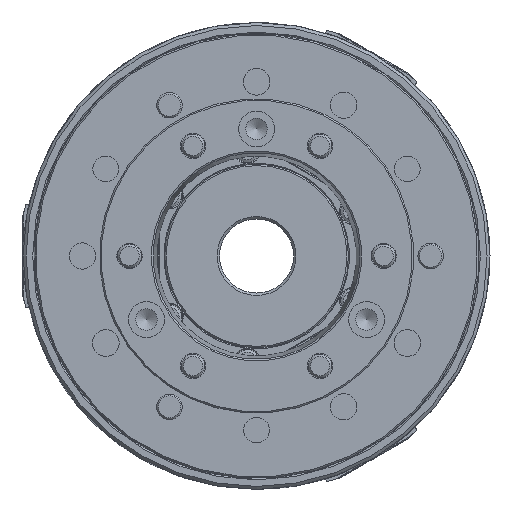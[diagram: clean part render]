
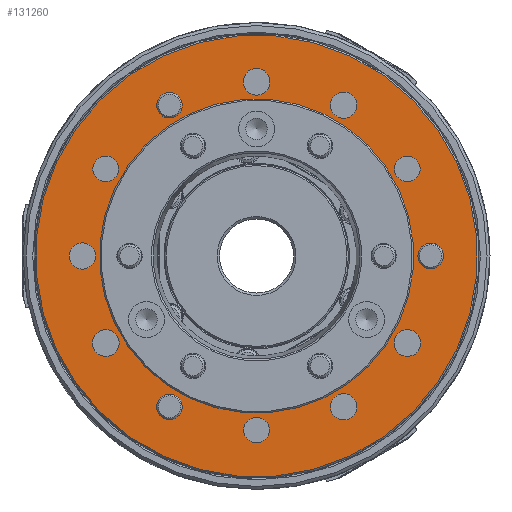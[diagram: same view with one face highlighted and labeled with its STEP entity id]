
A CAD part, left-side view. The second image highlights one B-rep face of the part: STEP entity #131260.
In plain terms, the highlighted planar face has unit normal (-1, 0, 0).
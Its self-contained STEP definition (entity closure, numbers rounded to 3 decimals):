
#2458=CIRCLE('',#136827,9.);
#2460=CIRCLE('',#136830,9.);
#2462=CIRCLE('',#136833,9.);
#2480=CIRCLE('',#136860,106.);
#2481=CIRCLE('',#136862,149.);
#2482=CIRCLE('',#136863,8.647);
#2483=CIRCLE('',#136864,8.647);
#2484=CIRCLE('',#136865,8.647);
#2485=CIRCLE('',#136866,8.647);
#2486=CIRCLE('',#136867,8.647);
#2487=CIRCLE('',#136868,8.647);
#2488=CIRCLE('',#136869,8.918);
#2489=CIRCLE('',#136870,8.918);
#2490=CIRCLE('',#136871,8.918);
#31225=ORIENTED_EDGE('',*,*,#46465,.F.);
#31226=ORIENTED_EDGE('',*,*,#46466,.T.);
#31227=ORIENTED_EDGE('',*,*,#46467,.F.);
#31228=ORIENTED_EDGE('',*,*,#46468,.F.);
#31229=ORIENTED_EDGE('',*,*,#46469,.F.);
#31230=ORIENTED_EDGE('',*,*,#46470,.F.);
#31231=ORIENTED_EDGE('',*,*,#46471,.F.);
#31232=ORIENTED_EDGE('',*,*,#46472,.F.);
#31233=ORIENTED_EDGE('',*,*,#46473,.F.);
#31234=ORIENTED_EDGE('',*,*,#46447,.F.);
#31235=ORIENTED_EDGE('',*,*,#46474,.F.);
#31236=ORIENTED_EDGE('',*,*,#46445,.F.);
#31237=ORIENTED_EDGE('',*,*,#46475,.F.);
#31238=ORIENTED_EDGE('',*,*,#46443,.F.);
#46443=EDGE_CURVE('',#56193,#56193,#2458,.T.);
#46445=EDGE_CURVE('',#56195,#56195,#2460,.T.);
#46447=EDGE_CURVE('',#56197,#56197,#2462,.T.);
#46465=EDGE_CURVE('',#56217,#56217,#2480,.T.);
#46466=EDGE_CURVE('',#56218,#56218,#2481,.T.);
#46467=EDGE_CURVE('',#56219,#56219,#2482,.T.);
#46468=EDGE_CURVE('',#56220,#56220,#2483,.T.);
#46469=EDGE_CURVE('',#56221,#56221,#2484,.T.);
#46470=EDGE_CURVE('',#56222,#56222,#2485,.T.);
#46471=EDGE_CURVE('',#56223,#56223,#2486,.T.);
#46472=EDGE_CURVE('',#56224,#56224,#2487,.T.);
#46473=EDGE_CURVE('',#56225,#56225,#2488,.T.);
#46474=EDGE_CURVE('',#56226,#56226,#2489,.T.);
#46475=EDGE_CURVE('',#56227,#56227,#2490,.T.);
#56193=VERTEX_POINT('',#191875);
#56195=VERTEX_POINT('',#191880);
#56197=VERTEX_POINT('',#191885);
#56217=VERTEX_POINT('',#191932);
#56218=VERTEX_POINT('',#191935);
#56219=VERTEX_POINT('',#191937);
#56220=VERTEX_POINT('',#191939);
#56221=VERTEX_POINT('',#191941);
#56222=VERTEX_POINT('',#191943);
#56223=VERTEX_POINT('',#191945);
#56224=VERTEX_POINT('',#191947);
#56225=VERTEX_POINT('',#191949);
#56226=VERTEX_POINT('',#191951);
#56227=VERTEX_POINT('',#191953);
#86982=EDGE_LOOP('',(#31225));
#86983=EDGE_LOOP('',(#31226));
#86984=EDGE_LOOP('',(#31227));
#86985=EDGE_LOOP('',(#31228));
#86986=EDGE_LOOP('',(#31229));
#86987=EDGE_LOOP('',(#31230));
#86988=EDGE_LOOP('',(#31231));
#86989=EDGE_LOOP('',(#31232));
#86990=EDGE_LOOP('',(#31233));
#86991=EDGE_LOOP('',(#31234));
#86992=EDGE_LOOP('',(#31235));
#86993=EDGE_LOOP('',(#31236));
#86994=EDGE_LOOP('',(#31237));
#86995=EDGE_LOOP('',(#31238));
#92053=FACE_BOUND('',#86982,.T.);
#92054=FACE_BOUND('',#86983,.T.);
#92055=FACE_BOUND('',#86984,.T.);
#92056=FACE_BOUND('',#86985,.T.);
#92057=FACE_BOUND('',#86986,.T.);
#92058=FACE_BOUND('',#86987,.T.);
#92059=FACE_BOUND('',#86988,.T.);
#92060=FACE_BOUND('',#86989,.T.);
#92061=FACE_BOUND('',#86990,.T.);
#92062=FACE_BOUND('',#86991,.T.);
#92063=FACE_BOUND('',#86992,.T.);
#92064=FACE_BOUND('',#86993,.T.);
#92065=FACE_BOUND('',#86994,.T.);
#92066=FACE_BOUND('',#86995,.T.);
#96055=PLANE('',#136861);
#131260=ADVANCED_FACE('',(#92053,#92054,#92055,#92056,#92057,#92058,#92059,
#92060,#92061,#92062,#92063,#92064,#92065,#92066),#96055,.T.);
#136827=AXIS2_PLACEMENT_3D('',#191874,#160492,#160493);
#136830=AXIS2_PLACEMENT_3D('',#191879,#160498,#160499);
#136833=AXIS2_PLACEMENT_3D('',#191884,#160504,#160505);
#136860=AXIS2_PLACEMENT_3D('',#191931,#160558,#160559);
#136861=AXIS2_PLACEMENT_3D('',#191933,#160560,#160561);
#136862=AXIS2_PLACEMENT_3D('',#191934,#160562,#160563);
#136863=AXIS2_PLACEMENT_3D('',#191936,#160564,#160565);
#136864=AXIS2_PLACEMENT_3D('',#191938,#160566,#160567);
#136865=AXIS2_PLACEMENT_3D('',#191940,#160568,#160569);
#136866=AXIS2_PLACEMENT_3D('',#191942,#160570,#160571);
#136867=AXIS2_PLACEMENT_3D('',#191944,#160572,#160573);
#136868=AXIS2_PLACEMENT_3D('',#191946,#160574,#160575);
#136869=AXIS2_PLACEMENT_3D('',#191948,#160576,#160577);
#136870=AXIS2_PLACEMENT_3D('',#191950,#160578,#160579);
#136871=AXIS2_PLACEMENT_3D('',#191952,#160580,#160581);
#160492=DIRECTION('',(-1.,0.,0.));
#160493=DIRECTION('',(0.,-0.259,0.966));
#160498=DIRECTION('',(-1.,0.,0.));
#160499=DIRECTION('',(0.,-0.259,0.966));
#160504=DIRECTION('',(-1.,0.,0.));
#160505=DIRECTION('',(0.,-0.259,0.966));
#160558=DIRECTION('',(-1.,0.,0.));
#160559=DIRECTION('',(0.,-0.259,0.966));
#160560=DIRECTION('',(-1.,0.,0.));
#160561=DIRECTION('',(0.,-0.259,0.966));
#160562=DIRECTION('',(-1.,0.,0.));
#160563=DIRECTION('',(0.,-0.259,0.966));
#160564=DIRECTION('',(-1.,0.,0.));
#160565=DIRECTION('',(0.,-0.259,0.966));
#160566=DIRECTION('',(-1.,0.,0.));
#160567=DIRECTION('',(0.,-0.259,0.966));
#160568=DIRECTION('',(-1.,0.,0.));
#160569=DIRECTION('',(0.,-0.259,0.966));
#160570=DIRECTION('',(-1.,0.,0.));
#160571=DIRECTION('',(0.,-0.259,0.966));
#160572=DIRECTION('',(-1.,0.,0.));
#160573=DIRECTION('',(0.,-0.259,0.966));
#160574=DIRECTION('',(-1.,0.,0.));
#160575=DIRECTION('',(0.,-0.259,0.966));
#160576=DIRECTION('',(-1.,0.,0.));
#160577=DIRECTION('',(0.,-0.259,0.966));
#160578=DIRECTION('',(-1.,0.,0.));
#160579=DIRECTION('',(0.,-0.259,0.966));
#160580=DIRECTION('',(-1.,0.,0.));
#160581=DIRECTION('',(0.,-0.259,0.966));
#191874=CARTESIAN_POINT('',(-134.,-101.758,-58.75));
#191875=CARTESIAN_POINT('',(-134.,-104.087,-50.057));
#191879=CARTESIAN_POINT('',(-134.,101.758,-58.75));
#191880=CARTESIAN_POINT('',(-134.,99.429,-50.057));
#191884=CARTESIAN_POINT('',(-134.,0.,117.5));
#191885=CARTESIAN_POINT('',(-134.,-2.329,126.193));
#191931=CARTESIAN_POINT('',(-134.,0.,0.));
#191932=CARTESIAN_POINT('',(-134.,-27.435,102.388));
#191933=CARTESIAN_POINT('',(-134.,-27.435,102.388));
#191934=CARTESIAN_POINT('',(-134.,0.,0.));
#191935=CARTESIAN_POINT('',(-134.,-38.564,143.923));
#191936=CARTESIAN_POINT('',(-134.,58.75,101.758));
#191937=CARTESIAN_POINT('',(-134.,56.512,110.11));
#191938=CARTESIAN_POINT('',(-134.,101.758,58.75));
#191939=CARTESIAN_POINT('',(-134.,99.52,67.102));
#191940=CARTESIAN_POINT('',(-134.,58.75,-101.758));
#191941=CARTESIAN_POINT('',(-134.,56.512,-93.406));
#191942=CARTESIAN_POINT('',(-134.,0.,-117.5));
#191943=CARTESIAN_POINT('',(-134.,-2.238,-109.148));
#191944=CARTESIAN_POINT('',(-134.,-117.5,0.));
#191945=CARTESIAN_POINT('',(-134.,-119.738,8.352));
#191946=CARTESIAN_POINT('',(-134.,-101.758,58.75));
#191947=CARTESIAN_POINT('',(-134.,-103.996,67.102));
#191948=CARTESIAN_POINT('',(-134.,-58.75,101.758));
#191949=CARTESIAN_POINT('',(-134.,-61.058,110.372));
#191950=CARTESIAN_POINT('',(-134.,117.5,0.));
#191951=CARTESIAN_POINT('',(-134.,115.192,8.614));
#191952=CARTESIAN_POINT('',(-134.,-58.75,-101.758));
#191953=CARTESIAN_POINT('',(-134.,-61.058,-93.144));
